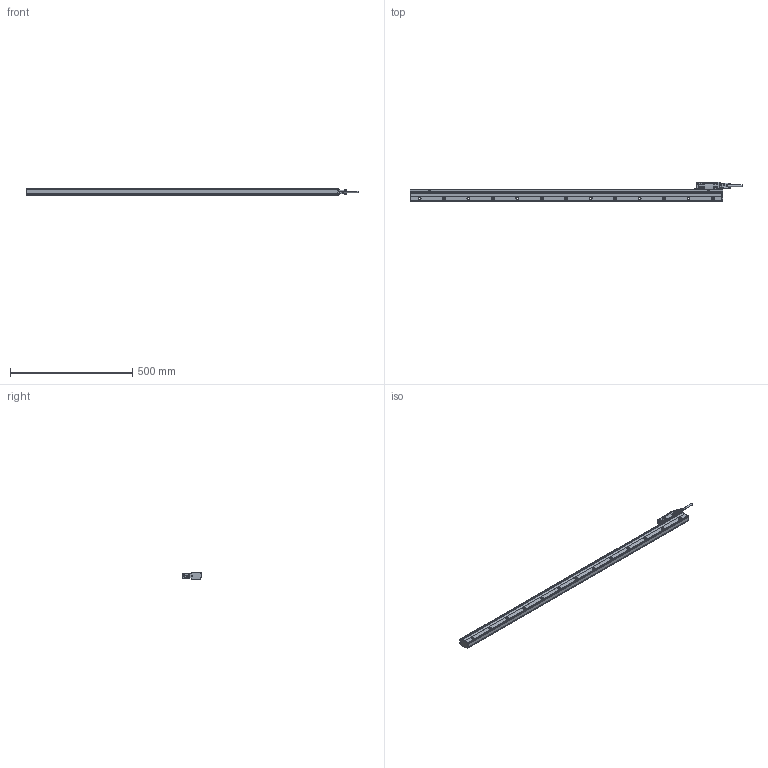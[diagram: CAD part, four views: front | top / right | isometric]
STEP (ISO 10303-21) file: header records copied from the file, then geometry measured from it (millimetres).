
FILE_DESCRIPTION(('CATIA V5 STEP'),'2;1');
FILE_NAME('SR84_SR85_X_L_114_V1.stp','2018-11-30T03:53:20+00:00',('none'),('none'),'CATIA Version 5 Release 19 SP 6 (IN-10)','CATIA V5 STEP AP214','none');
FILE_SCHEMA(('AUTOMOTIVE_DESIGN { 1 0 10303 214 1 1 1 1 }'));
Products named in the file (3): SR87_L_114; SR87-114_S; SR87_head_L
Assembly tree (2 placements, depth 2):
  SR87_L_114
    SR87-114_S
    SR87_head_L
Bounding box: 1357.7 x 78 x 29 mm (x, y, z)
Volume: 1672853.5 mm3; surface area: 246703.5 mm2
Topology: 2 solids, 18 shells, 2558 faces, 6543 edges, 3924 vertices
Faces by surface type: plane 1174, cylinder 874, torus 175, cone 175, sphere 107, bspline 53
Entity records: 77144 total; most frequent: CARTESIAN_POINT 20369, ORIENTED_EDGE 12834, DIRECTION 9529, EDGE_CURVE 6417, AXIS2_PLACEMENT_3D 4025, VERTEX_POINT 3924, VECTOR 3459, LINE 3459
